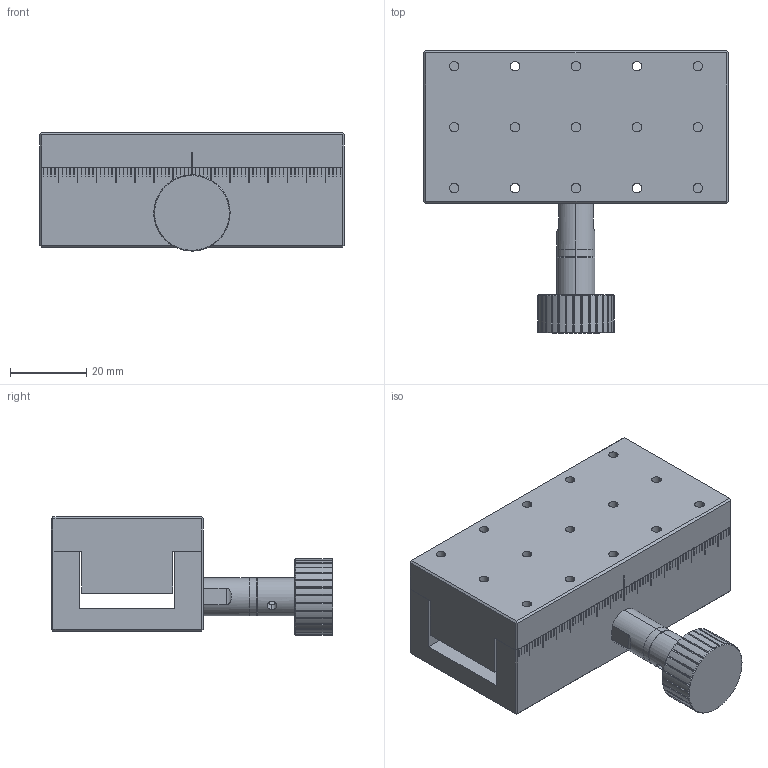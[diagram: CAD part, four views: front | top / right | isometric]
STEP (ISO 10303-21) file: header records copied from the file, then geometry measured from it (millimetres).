
FILE_DESCRIPTION (( 'STEP AP214' ), '1' );
FILE_NAME ('517302.STEP', '2019-10-23T03:12:33', ( 'user' ), ( '微软中国' ), 'SwSTEP 2.0', 'SolidWorks 2016', '' );
FILE_SCHEMA (( 'AUTOMOTIVE_DESIGN' ));
Length unit declared in the file: millimetre
Products named in the file (1): 517302
Bounding box: 80 x 74 x 31 mm (x, y, z)
Volume: 88395.5 mm3; surface area: 29727.1 mm2
Topology: 7 solids, 7 shells, 647 faces, 1717 edges, 1090 vertices
Faces by surface type: plane 445, cylinder 123, cone 79
Entity records: 20762 total; most frequent: CARTESIAN_POINT 3986, ORIENTED_EDGE 3422, DIRECTION 3185, EDGE_CURVE 1711, VECTOR 1271, LINE 1271, VERTEX_POINT 1090, AXIS2_PLACEMENT_3D 957
